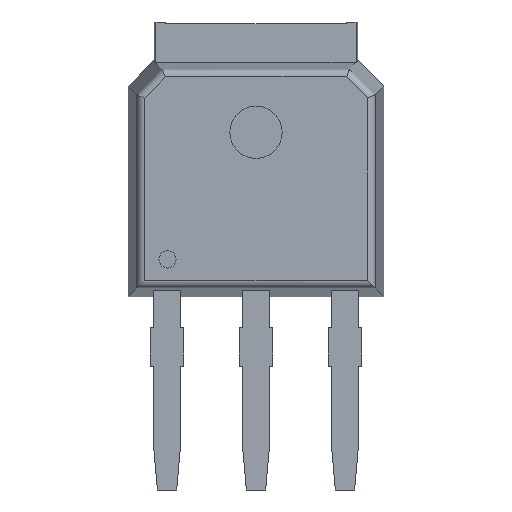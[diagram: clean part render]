
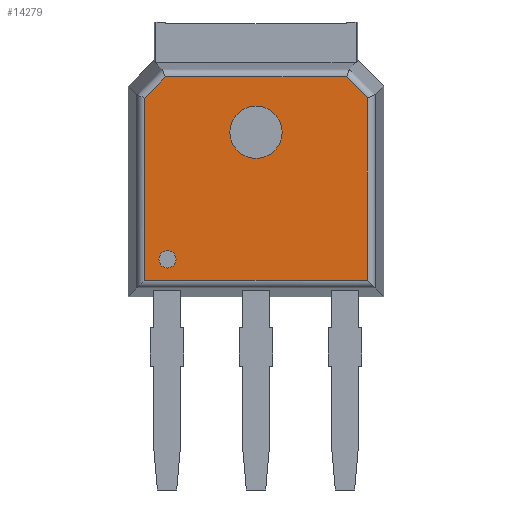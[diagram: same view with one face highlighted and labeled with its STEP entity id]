
A CAD part, front view. The second image highlights one B-rep face of the part: STEP entity #14279.
In plain terms, the highlighted planar face has unit normal (0, -1, 0).
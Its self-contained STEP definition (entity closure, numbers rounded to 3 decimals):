
#647 = ORIENTED_EDGE ( 'NONE', *, *, #15313, .T. ) ;
#1019 = CARTESIAN_POINT ( 'NONE',  ( -2.288, -1.15, -2.312 ) ) ;
#1166 = CARTESIAN_POINT ( 'NONE',  ( 0., -1.15, 1.201 ) ) ;
#1360 = CIRCLE ( 'NONE', #14032, 0.677 ) ;
#1568 = EDGE_LOOP ( 'NONE', ( #13112, #7300 ) ) ;
#1639 = VERTEX_POINT ( 'NONE', #9069 ) ;
#1675 = VERTEX_POINT ( 'NONE', #11224 ) ;
#1961 = CARTESIAN_POINT ( 'NONE',  ( 2.878, -1.15, 2.155 ) ) ;
#2219 = EDGE_CURVE ( 'NONE', #9097, #6970, #3020, .T. ) ;
#2372 = LINE ( 'NONE', #10718, #15191 ) ;
#2469 = LINE ( 'NONE', #8160, #11694 ) ;
#2526 = CARTESIAN_POINT ( 'NONE',  ( 0., -1.15, 1.201 ) ) ;
#2698 = CARTESIAN_POINT ( 'NONE',  ( -2.288, -1.15, -1.866 ) ) ;
#2739 = LINE ( 'NONE', #13700, #11294 ) ;
#2877 = CARTESIAN_POINT ( 'NONE',  ( -2.34, -1.15, 2.628 ) ) ;
#3020 = LINE ( 'NONE', #6451, #13402 ) ;
#3387 = AXIS2_PLACEMENT_3D ( 'NONE', #10858, #11948, #6035 ) ;
#4183 = FACE_BOUND ( 'NONE', #14001, .T. ) ;
#4778 = DIRECTION ( 'NONE',  ( -1., 0., 0. ) ) ;
#4825 = CIRCLE ( 'NONE', #5323, 0.223 ) ;
#4894 = ORIENTED_EDGE ( 'NONE', *, *, #2219, .T. ) ;
#4910 = ORIENTED_EDGE ( 'NONE', *, *, #6047, .T. ) ;
#4963 = EDGE_CURVE ( 'NONE', #1639, #6101, #10298, .T. ) ;
#5064 = CARTESIAN_POINT ( 'NONE',  ( -2.288, -1.15, -2.089 ) ) ;
#5207 = VERTEX_POINT ( 'NONE', #1019 ) ;
#5323 = AXIS2_PLACEMENT_3D ( 'NONE', #5064, #13161, #14553 ) ;
#5607 = VERTEX_POINT ( 'NONE', #11873 ) ;
#5725 = VECTOR ( 'NONE', #9353, 1000. ) ;
#5902 = CARTESIAN_POINT ( 'NONE',  ( 2.468, -1.15, 2.496 ) ) ;
#6035 = DIRECTION ( 'NONE',  ( 0., 0., -1. ) ) ;
#6047 = EDGE_CURVE ( 'NONE', #6970, #1639, #2739, .T. ) ;
#6101 = VERTEX_POINT ( 'NONE', #13551 ) ;
#6451 = CARTESIAN_POINT ( 'NONE',  ( -2.878, -1.15, -2.808 ) ) ;
#6490 = DIRECTION ( 'NONE',  ( 0., 0., 1. ) ) ;
#6970 = VERTEX_POINT ( 'NONE', #11371 ) ;
#7240 = DIRECTION ( 'NONE',  ( -0.703, 0., -0.711 ) ) ;
#7300 = ORIENTED_EDGE ( 'NONE', *, *, #12310, .F. ) ;
#7391 = ORIENTED_EDGE ( 'NONE', *, *, #4963, .T. ) ;
#7685 = CARTESIAN_POINT ( 'NONE',  ( 2.334, -1.15, 2.628 ) ) ;
#8160 = CARTESIAN_POINT ( 'NONE',  ( -2.497, -1.15, 2.47 ) ) ;
#8280 = ORIENTED_EDGE ( 'NONE', *, *, #10507, .T. ) ;
#8288 = DIRECTION ( 'NONE',  ( 0., -1., 0. ) ) ;
#8291 = CARTESIAN_POINT ( 'NONE',  ( -2.878, -1.15, 2.084 ) ) ;
#8382 = DIRECTION ( 'NONE',  ( 0., -1., 0. ) ) ;
#8559 = DIRECTION ( 'NONE',  ( 1., 0., 0. ) ) ;
#8831 = VERTEX_POINT ( 'NONE', #2698 ) ;
#8958 = FACE_BOUND ( 'NONE', #1568, .T. ) ;
#9069 = CARTESIAN_POINT ( 'NONE',  ( 2.878, -1.15, -2.628 ) ) ;
#9097 = VERTEX_POINT ( 'NONE', #8291 ) ;
#9353 = DIRECTION ( 'NONE',  ( -0.711, 0., 0.703 ) ) ;
#9356 = AXIS2_PLACEMENT_3D ( 'NONE', #2526, #8288, #12025 ) ;
#10177 = DIRECTION ( 'NONE',  ( 0., 0., -1. ) ) ;
#10298 = LINE ( 'NONE', #1961, #12030 ) ;
#10507 = EDGE_CURVE ( 'NONE', #6101, #11910, #14365, .T. ) ;
#10600 = EDGE_CURVE ( 'NONE', #14912, #9097, #2469, .T. ) ;
#10662 = DIRECTION ( 'NONE',  ( 0., -1., 0. ) ) ;
#10718 = CARTESIAN_POINT ( 'NONE',  ( -2.405, -1.15, 2.628 ) ) ;
#10858 = CARTESIAN_POINT ( 'NONE',  ( -2.288, -1.15, -2.089 ) ) ;
#11184 = ORIENTED_EDGE ( 'NONE', *, *, #12949, .F. ) ;
#11224 = CARTESIAN_POINT ( 'NONE',  ( 0.677, -1.15, 1.201 ) ) ;
#11294 = VECTOR ( 'NONE', #11298, 1000. ) ;
#11298 = DIRECTION ( 'NONE',  ( 1., 0., 0. ) ) ;
#11371 = CARTESIAN_POINT ( 'NONE',  ( -2.878, -1.15, -2.628 ) ) ;
#11694 = VECTOR ( 'NONE', #7240, 1000. ) ;
#11815 = ORIENTED_EDGE ( 'NONE', *, *, #10600, .T. ) ;
#11873 = CARTESIAN_POINT ( 'NONE',  ( -0.677, -1.15, 1.201 ) ) ;
#11910 = VERTEX_POINT ( 'NONE', #7685 ) ;
#11948 = DIRECTION ( 'NONE',  ( 0., -1., 0. ) ) ;
#12025 = DIRECTION ( 'NONE',  ( 1., 0., 0. ) ) ;
#12030 = VECTOR ( 'NONE', #6490, 1000. ) ;
#12185 = EDGE_CURVE ( 'NONE', #5207, #8831, #4825, .T. ) ;
#12310 = EDGE_CURVE ( 'NONE', #5607, #1675, #1360, .T. ) ;
#12527 = FACE_OUTER_BOUND ( 'NONE', #13502, .T. ) ;
#12885 = EDGE_CURVE ( 'NONE', #1675, #5607, #14051, .T. ) ;
#12949 = EDGE_CURVE ( 'NONE', #8831, #5207, #13047, .T. ) ;
#12969 = CARTESIAN_POINT ( 'NONE',  ( 0., -1.15, 0. ) ) ;
#13047 = CIRCLE ( 'NONE', #3387, 0.223 ) ;
#13112 = ORIENTED_EDGE ( 'NONE', *, *, #12885, .F. ) ;
#13161 = DIRECTION ( 'NONE',  ( 0., -1., 0. ) ) ;
#13196 = AXIS2_PLACEMENT_3D ( 'NONE', #12969, #8382, #13993 ) ;
#13402 = VECTOR ( 'NONE', #10177, 1000. ) ;
#13502 = EDGE_LOOP ( 'NONE', ( #4894, #4910, #7391, #8280, #647, #11815 ) ) ;
#13551 = CARTESIAN_POINT ( 'NONE',  ( 2.878, -1.15, 2.09 ) ) ;
#13679 = PLANE ( 'NONE',  #13196 ) ;
#13700 = CARTESIAN_POINT ( 'NONE',  ( 3.058, -1.15, -2.628 ) ) ;
#13993 = DIRECTION ( 'NONE',  ( 1., 0., 0. ) ) ;
#14001 = EDGE_LOOP ( 'NONE', ( #14772, #11184 ) ) ;
#14032 = AXIS2_PLACEMENT_3D ( 'NONE', #1166, #10662, #8559 ) ;
#14051 = CIRCLE ( 'NONE', #9356, 0.677 ) ;
#14279 = ADVANCED_FACE ( 'NONE', ( #4183, #12527, #8958 ), #13679, .T. ) ;
#14365 = LINE ( 'NONE', #5902, #5725 ) ;
#14553 = DIRECTION ( 'NONE',  ( 0., 0., -1. ) ) ;
#14772 = ORIENTED_EDGE ( 'NONE', *, *, #12185, .F. ) ;
#14912 = VERTEX_POINT ( 'NONE', #2877 ) ;
#15191 = VECTOR ( 'NONE', #4778, 1000. ) ;
#15313 = EDGE_CURVE ( 'NONE', #11910, #14912, #2372, .T. ) ;
